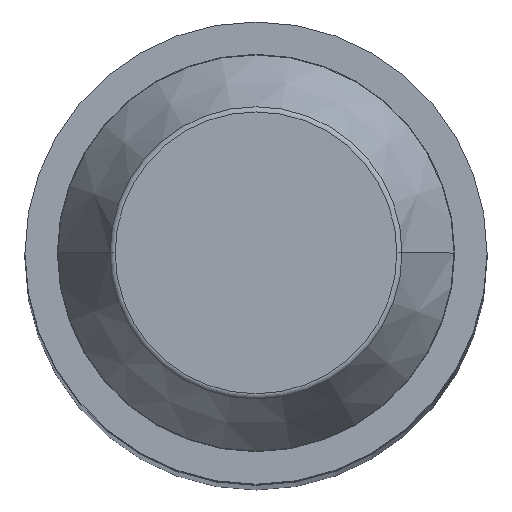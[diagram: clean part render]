
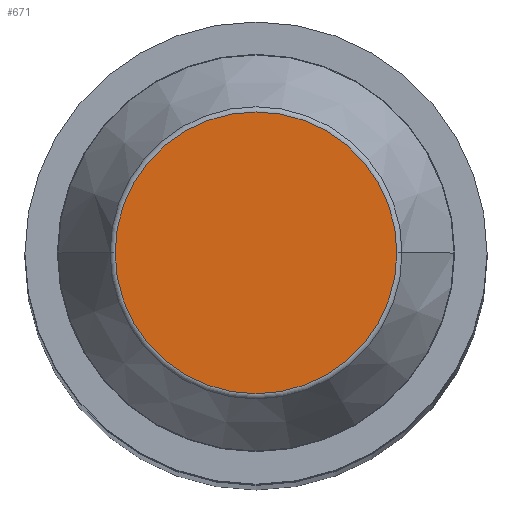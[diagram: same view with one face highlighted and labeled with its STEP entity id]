
A CAD part, top view. The second image highlights one B-rep face of the part: STEP entity #671.
In plain terms, the highlighted planar face has unit normal (0, 0, 1).
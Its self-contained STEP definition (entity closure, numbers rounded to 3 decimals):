
#224=CARTESIAN_POINT('',(0.,0.,60.));
#225=DIRECTION('',(0.,0.,1.));
#226=DIRECTION('',(-1.,0.,0.));
#227=AXIS2_PLACEMENT_3D('',#224,#225,#226);
#229=CARTESIAN_POINT('',(0.,0.,60.));
#230=DIRECTION('',(0.,0.,1.));
#231=DIRECTION('',(1.,0.,0.));
#232=AXIS2_PLACEMENT_3D('',#229,#230,#231);
#334=CARTESIAN_POINT('',(-2.438,0.,60.));
#335=CARTESIAN_POINT('',(2.438,0.,60.));
#336=VERTEX_POINT('',#334);
#337=VERTEX_POINT('',#335);
#660=CARTESIAN_POINT('',(0.,0.,60.));
#661=DIRECTION('',(0.,0.,1.));
#662=DIRECTION('',(1.,0.,0.));
#663=AXIS2_PLACEMENT_3D('',#660,#661,#662);
#664=PLANE('',#663);
#666=ORIENTED_EDGE('',*,*,#665,.F.);
#668=ORIENTED_EDGE('',*,*,#667,.F.);
#669=EDGE_LOOP('',(#666,#668));
#670=FACE_OUTER_BOUND('',#669,.F.);
#671=ADVANCED_FACE('',(#670),#664,.T.);
#228=CIRCLE('',#227,2.438);
#233=CIRCLE('',#232,2.438);
#665=EDGE_CURVE('',#336,#337,#228,.T.);
#667=EDGE_CURVE('',#337,#336,#233,.T.);
